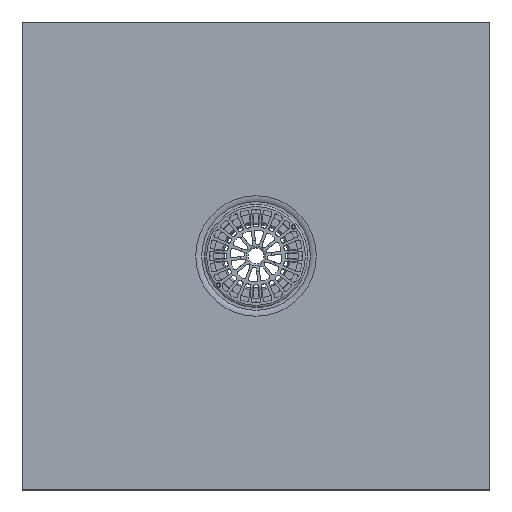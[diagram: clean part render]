
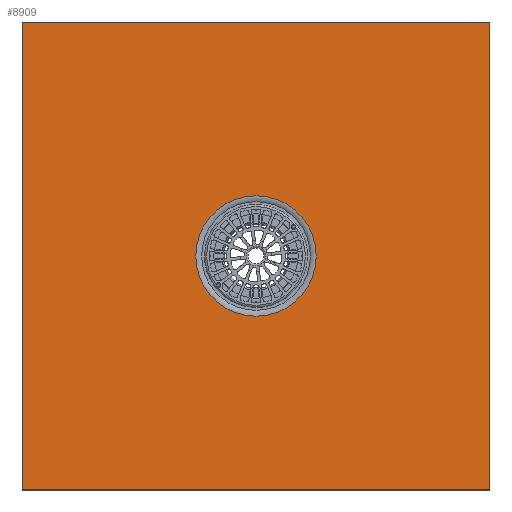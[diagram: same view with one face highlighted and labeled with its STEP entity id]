
A CAD part, top view. The second image highlights one B-rep face of the part: STEP entity #8909.
In plain terms, the highlighted planar face has unit normal (0, 0, 1).
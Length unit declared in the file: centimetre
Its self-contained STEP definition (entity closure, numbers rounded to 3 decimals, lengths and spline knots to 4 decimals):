
#613=LINE('',#14365,#1155);
#617=LINE('',#14372,#1159);
#620=LINE('',#14378,#1162);
#621=LINE('',#14380,#1163);
#1155=VECTOR('',#11001,1.);
#1159=VECTOR('',#11007,1.);
#1162=VECTOR('',#11012,1.);
#1163=VECTOR('',#11015,1.);
#1710=FACE_BOUND('',#2537,.T.);
#1803=PLANE('',#9578);
#2026=FACE_OUTER_BOUND('',#2536,.T.);
#2536=EDGE_LOOP('',(#6473,#6474,#6475,#6476));
#2537=EDGE_LOOP('',(#6477));
#3154=CIRCLE('',#9548,64.3137);
#3764=VERTEX_POINT('',#14316);
#3779=VERTEX_POINT('',#14362);
#3780=VERTEX_POINT('',#14364);
#3782=VERTEX_POINT('',#14370);
#3784=VERTEX_POINT('',#14376);
#4777=EDGE_CURVE('',#3764,#3764,#3154,.T.);
#4800=EDGE_CURVE('',#3779,#3780,#613,.T.);
#4804=EDGE_CURVE('',#3782,#3779,#617,.T.);
#4807=EDGE_CURVE('',#3784,#3782,#620,.T.);
#4808=EDGE_CURVE('',#3780,#3784,#621,.T.);
#6473=ORIENTED_EDGE('',*,*,#4800,.F.);
#6474=ORIENTED_EDGE('',*,*,#4804,.F.);
#6475=ORIENTED_EDGE('',*,*,#4807,.F.);
#6476=ORIENTED_EDGE('',*,*,#4808,.F.);
#6477=ORIENTED_EDGE('',*,*,#4777,.T.);
#8909=ADVANCED_FACE('',(#2026,#1710),#1803,.F.);
#9548=AXIS2_PLACEMENT_3D('',#14317,#10941,#10942);
#9578=AXIS2_PLACEMENT_3D('',#14379,#11013,#11014);
#10941=DIRECTION('center_axis',(0.,0.,-1.));
#10942=DIRECTION('ref_axis',(1.,0.,0.));
#11001=DIRECTION('',(0.,-1.,0.));
#11007=DIRECTION('',(1.,0.,0.));
#11012=DIRECTION('',(0.,1.,0.));
#11013=DIRECTION('center_axis',(0.,0.,-1.));
#11014=DIRECTION('ref_axis',(-1.,0.,0.));
#11015=DIRECTION('',(-1.,0.,0.));
#14316=CARTESIAN_POINT('',(1008.9395,184.3313,128.));
#14317=CARTESIAN_POINT('Origin',(1008.9395,248.645,128.));
#14362=CARTESIAN_POINT('',(1258.9395,498.645,128.));
#14364=CARTESIAN_POINT('',(1258.9395,-1.355,128.));
#14365=CARTESIAN_POINT('',(1258.9395,248.645,128.));
#14370=CARTESIAN_POINT('',(758.9395,498.645,128.));
#14372=CARTESIAN_POINT('',(1008.9395,498.645,128.));
#14376=CARTESIAN_POINT('',(758.9395,-1.355,128.));
#14378=CARTESIAN_POINT('',(758.9395,248.645,128.));
#14379=CARTESIAN_POINT('Origin',(1008.9395,248.645,128.));
#14380=CARTESIAN_POINT('',(1008.9395,-1.355,128.));
